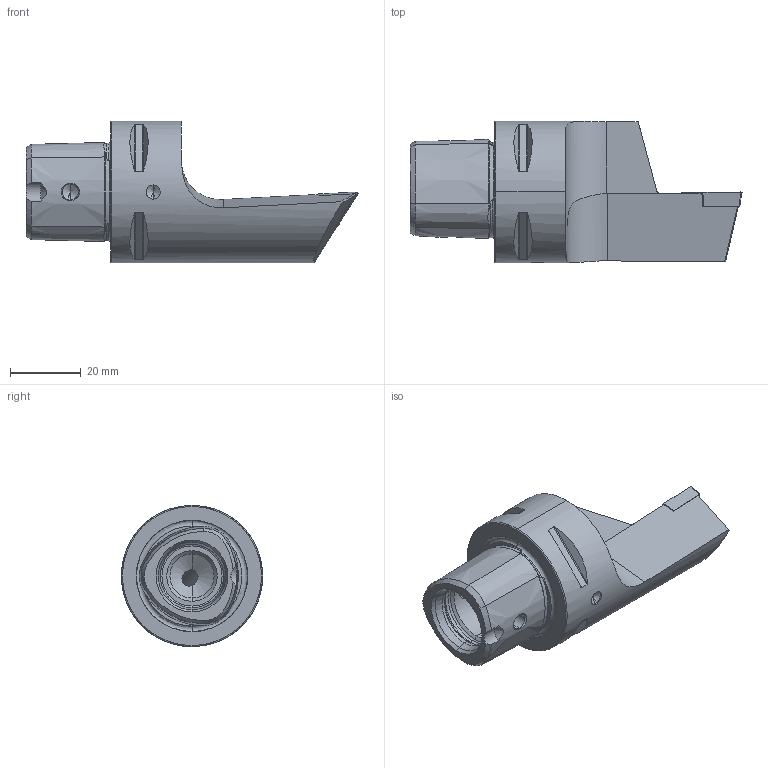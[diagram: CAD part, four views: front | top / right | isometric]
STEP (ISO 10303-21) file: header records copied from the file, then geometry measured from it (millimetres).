
FILE_DESCRIPTION (( 'STEP AP214' ), '1' );
FILE_NAME ('-KD..LJA.070-F0.STEP', '2022-12-19T11:44:45', ( '' ), ( '' ), 'SwSTEP 2.0', 'SolidWorks 2017', '' );
FILE_SCHEMA (( 'AUTOMOTIVE_DESIGN' ));
Length unit declared in the file: millimetre
Products named in the file (6): PS4-KDB.LJA.070-F0_A_Fertigbearbeitung; WCB-ER2.001.009_A; KVT_MB_600_050; DCMT11T304; WKX-ER1.004.005_A_PreviewCfg; -KD..LJA.070-F0
Assembly tree (5 placements, depth 2):
  -KD..LJA.070-F0
    PS4-KDB.LJA.070-F0_A_Fertigbearbeitung
    WCB-ER2.001.009_A
    DCMT11T304
    KVT_MB_600_050
    WKX-ER1.004.005_A_PreviewCfg
Bounding box: 94 x 40 x 40 mm (x, y, z)
Volume: 49989.4 mm3; surface area: 13840.8 mm2
Topology: 6 solids, 6 shells, 295 faces, 714 edges, 427 vertices
Faces by surface type: cone 101, cylinder 73, plane 61, torus 40, bspline 16, sphere 4
Entity records: 10003 total; most frequent: CARTESIAN_POINT 3129, ORIENTED_EDGE 1394, DIRECTION 1346, EDGE_CURVE 697, AXIS2_PLACEMENT_3D 548, VERTEX_POINT 424, EDGE_LOOP 315, ADVANCED_FACE 295
